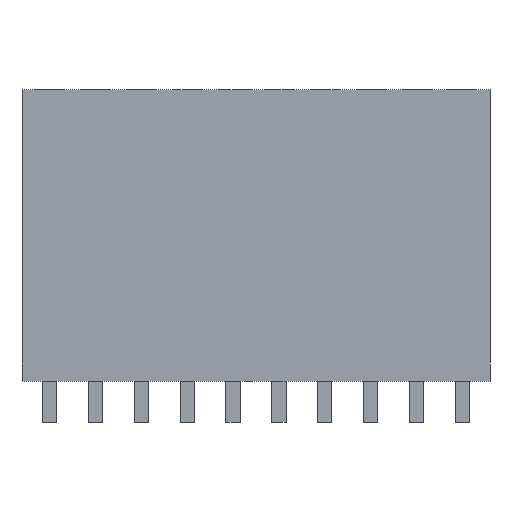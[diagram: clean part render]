
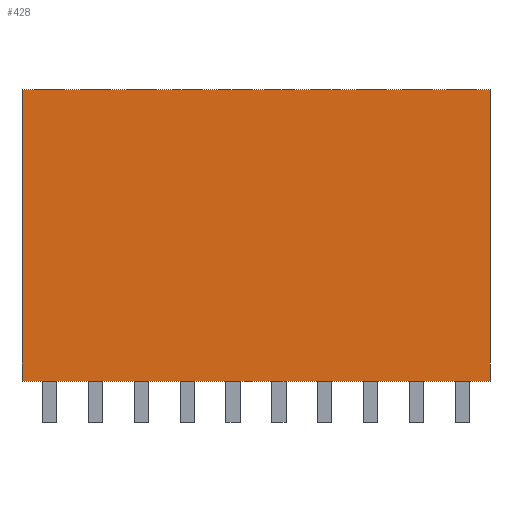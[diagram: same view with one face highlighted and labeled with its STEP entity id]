
A CAD part, left-side view. The second image highlights one B-rep face of the part: STEP entity #428.
In plain terms, the highlighted planar face has unit normal (-1, 0, 0).
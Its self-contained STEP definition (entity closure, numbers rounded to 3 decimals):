
#22 = VERTEX_POINT('',#23);
#23 = CARTESIAN_POINT('',(-1.207,1.524,16.129));
#31 = EDGE_CURVE('',#32,#22,#34,.T.);
#32 = VERTEX_POINT('',#33);
#33 = CARTESIAN_POINT('',(-1.207,-24.386,16.129));
#34 = LINE('',#35,#36);
#35 = CARTESIAN_POINT('',(-1.207,-24.386,16.129));
#36 = VECTOR('',#37,1.);
#37 = DIRECTION('',(0.,1.,0.));
#401 = EDGE_CURVE('',#402,#22,#404,.T.);
#402 = VERTEX_POINT('',#403);
#403 = CARTESIAN_POINT('',(-1.207,1.524,0.));
#404 = LINE('',#405,#406);
#405 = CARTESIAN_POINT('',(-1.207,1.524,0.));
#406 = VECTOR('',#407,1.);
#407 = DIRECTION('',(0.,0.,1.));
#428 = ADVANCED_FACE('',(#429),#447,.T.);
#429 = FACE_BOUND('',#430,.T.);
#430 = EDGE_LOOP('',(#431,#439,#440,#441));
#431 = ORIENTED_EDGE('',*,*,#432,.T.);
#432 = EDGE_CURVE('',#433,#32,#435,.T.);
#433 = VERTEX_POINT('',#434);
#434 = CARTESIAN_POINT('',(-1.207,-24.386,0.));
#435 = LINE('',#436,#437);
#436 = CARTESIAN_POINT('',(-1.207,-24.386,0.));
#437 = VECTOR('',#438,1.);
#438 = DIRECTION('',(0.,0.,1.));
#439 = ORIENTED_EDGE('',*,*,#31,.T.);
#440 = ORIENTED_EDGE('',*,*,#401,.F.);
#441 = ORIENTED_EDGE('',*,*,#442,.F.);
#442 = EDGE_CURVE('',#433,#402,#443,.T.);
#443 = LINE('',#444,#445);
#444 = CARTESIAN_POINT('',(-1.207,-24.386,0.));
#445 = VECTOR('',#446,1.);
#446 = DIRECTION('',(0.,1.,0.));
#447 = PLANE('',#448);
#448 = AXIS2_PLACEMENT_3D('',#449,#450,#451);
#449 = CARTESIAN_POINT('',(-1.207,-24.386,0.));
#450 = DIRECTION('',(-1.,0.,0.));
#451 = DIRECTION('',(0.,1.,0.));
